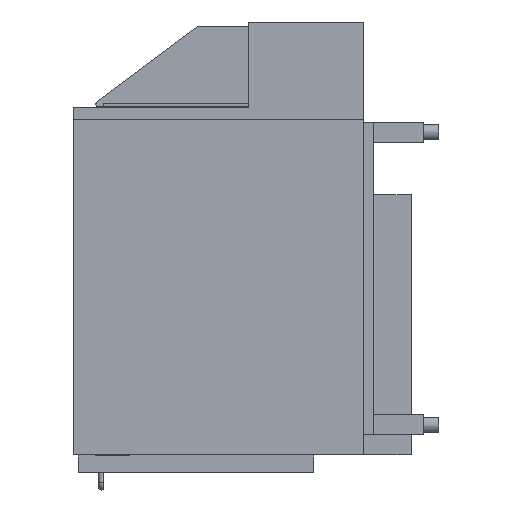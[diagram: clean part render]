
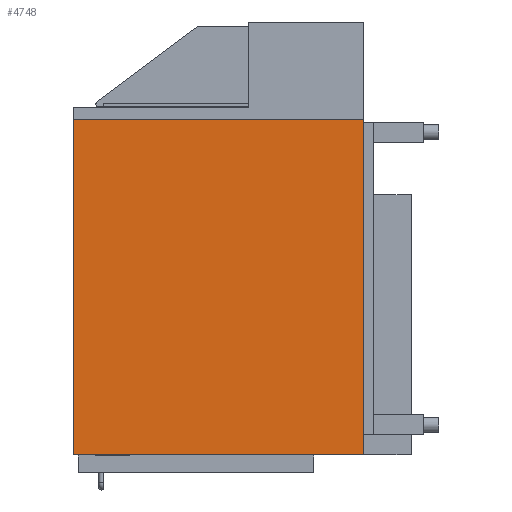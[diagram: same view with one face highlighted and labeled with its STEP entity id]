
A CAD part, left-side view. The second image highlights one B-rep face of the part: STEP entity #4748.
In plain terms, the highlighted planar face has unit normal (-1, 0, 0).
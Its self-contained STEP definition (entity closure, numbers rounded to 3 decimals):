
#383=FACE_OUTER_BOUND('',#688,.T.);
#688=EDGE_LOOP('',(#3414,#3415,#3416,#3417));
#1075=LINE('',#7233,#1598);
#1078=LINE('',#7239,#1601);
#1081=LINE('',#7245,#1604);
#1084=LINE('',#7249,#1607);
#1598=VECTOR('',#5770,10.);
#1601=VECTOR('',#5775,10.);
#1604=VECTOR('',#5780,10.);
#1607=VECTOR('',#5785,10.);
#2075=VERTEX_POINT('',#7230);
#2076=VERTEX_POINT('',#7232);
#2078=VERTEX_POINT('',#7238);
#2080=VERTEX_POINT('',#7244);
#2575=EDGE_CURVE('',#2076,#2075,#1075,.T.);
#2578=EDGE_CURVE('',#2078,#2076,#1078,.T.);
#2581=EDGE_CURVE('',#2080,#2078,#1081,.T.);
#2584=EDGE_CURVE('',#2075,#2080,#1084,.T.);
#3414=ORIENTED_EDGE('',*,*,#2584,.T.);
#3415=ORIENTED_EDGE('',*,*,#2581,.T.);
#3416=ORIENTED_EDGE('',*,*,#2578,.T.);
#3417=ORIENTED_EDGE('',*,*,#2575,.T.);
#4512=PLANE('',#5105);
#4748=ADVANCED_FACE('',(#383),#4512,.T.);
#5105=AXIS2_PLACEMENT_3D('',#7250,#5786,#5787);
#5770=DIRECTION('',(0.,1.,0.));
#5775=DIRECTION('',(0.,0.,1.));
#5780=DIRECTION('',(0.,-1.,0.));
#5785=DIRECTION('',(0.,0.,-1.));
#5786=DIRECTION('center_axis',(-1.,0.,0.));
#5787=DIRECTION('ref_axis',(0.,0.,1.));
#7230=CARTESIAN_POINT('',(-400.,580.,670.));
#7232=CARTESIAN_POINT('',(-400.,0.,670.));
#7233=CARTESIAN_POINT('',(-400.,0.,670.));
#7238=CARTESIAN_POINT('',(-400.,0.,0.));
#7239=CARTESIAN_POINT('',(-400.,0.,0.));
#7244=CARTESIAN_POINT('',(-400.,580.,0.));
#7245=CARTESIAN_POINT('',(-400.,580.,0.));
#7249=CARTESIAN_POINT('',(-400.,580.,670.));
#7250=CARTESIAN_POINT('Origin',(-400.,290.,335.));
